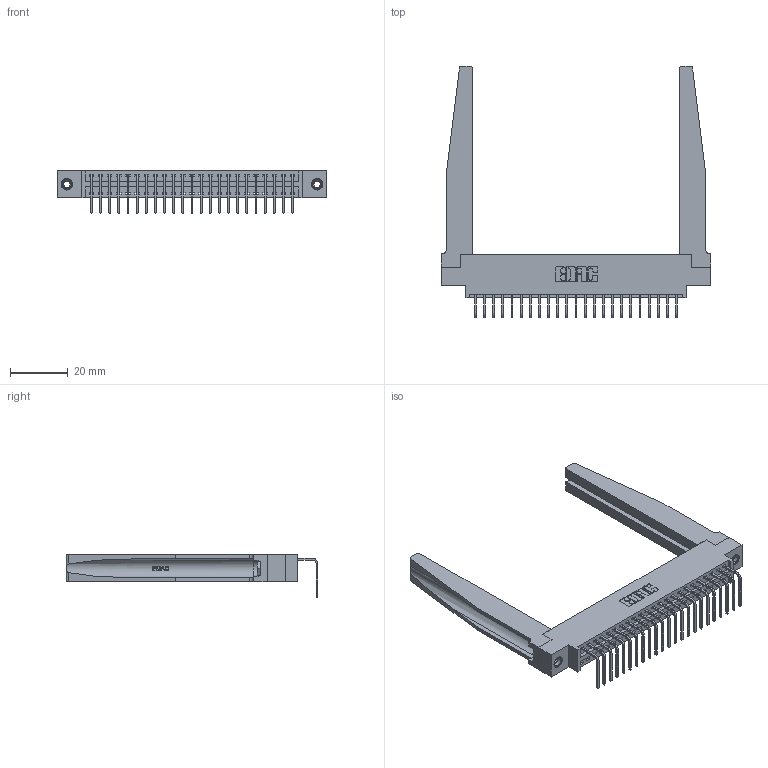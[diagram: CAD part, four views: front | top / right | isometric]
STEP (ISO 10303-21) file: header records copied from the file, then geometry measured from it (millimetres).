
FILE_DESCRIPTION (( 'STEP AP203' ), '1' );
FILE_NAME ('346-023-558-678.STEP', '2022-05-05T21:52:50', ( '' ), ( '' ), 'SwSTEP 2.0', 'SolidWorks 2020', '' );
FILE_SCHEMA (( 'CONFIG_CONTROL_DESIGN' ));
Length unit declared in the file: inch
Products named in the file (5): 346 Part_0.170 Offset - 0.156 Dia-TH; 345-292-001_558 Tail - 2; 345-250-001_345-250-001-102; 346-220-078_345-220-078; 346-023-558-678
Assembly tree (28 placements, depth 2):
  346-023-558-678
    346 Part_0.170 Offset - 0.156 Dia-TH
    345-292-001_558 Tail - 2  x23
    346-220-078_345-220-078  x2
    345-250-001_345-250-001-102  x2
Bounding box: 93.6 x 87.44 x 14.73 mm (x, y, z)
Volume: 15641.4 mm3; surface area: 17899.4 mm2
Topology: 28 solids, 28 shells, 1754 faces, 5171 edges, 3406 vertices
Faces by surface type: plane 1202, cylinder 500, bspline 36, cone 12, torus 4
Entity records: 22212 total; most frequent: CARTESIAN_POINT 4730, ORIENTED_EDGE 3574, DIRECTION 3179, EDGE_CURVE 1787, VECTOR 1469, LINE 1469, VERTEX_POINT 1184, AXIS2_PLACEMENT_3D 855
